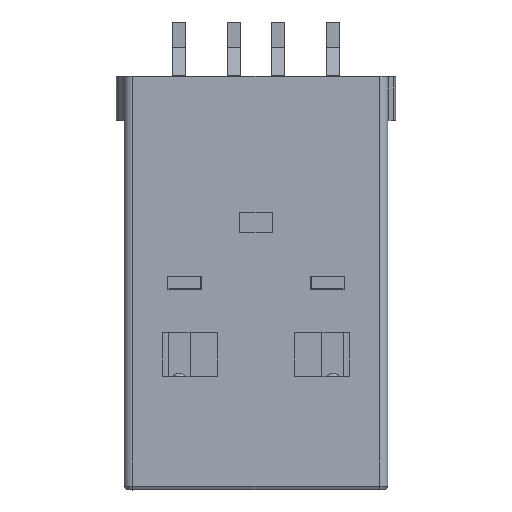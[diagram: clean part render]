
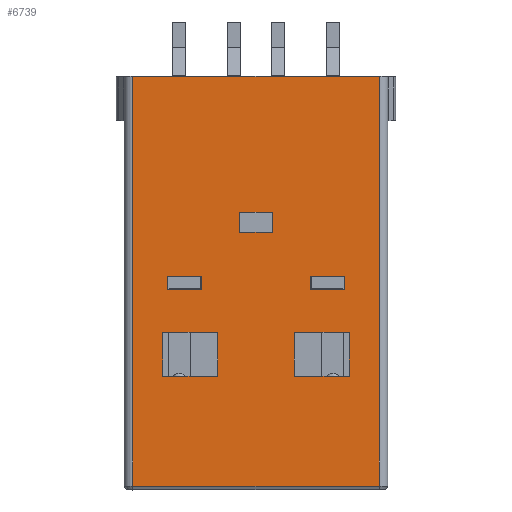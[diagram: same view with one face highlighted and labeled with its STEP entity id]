
A CAD part, top view. The second image highlights one B-rep face of the part: STEP entity #6739.
In plain terms, the highlighted face is planar.
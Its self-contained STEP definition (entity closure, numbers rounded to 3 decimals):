
#156=FACE_BOUND('',#956,.T.);
#157=FACE_BOUND('',#957,.T.);
#158=FACE_BOUND('',#958,.T.);
#159=FACE_BOUND('',#959,.T.);
#160=FACE_BOUND('',#960,.T.);
#589=FACE_OUTER_BOUND('',#955,.T.);
#955=EDGE_LOOP('',(#5749,#5750,#5751,#5752));
#956=EDGE_LOOP('',(#5753,#5754,#5755,#5756));
#957=EDGE_LOOP('',(#5757,#5758,#5759,#5760));
#958=EDGE_LOOP('',(#5761,#5762,#5763,#5764));
#959=EDGE_LOOP('',(#5765,#5766,#5767,#5768));
#960=EDGE_LOOP('',(#5769,#5770,#5771,#5772));
#1326=LINE('',#9980,#2121);
#1329=LINE('',#9986,#2124);
#1332=LINE('',#9992,#2127);
#1348=LINE('',#10030,#2143);
#1354=LINE('',#10045,#2149);
#1361=LINE('',#10060,#2156);
#1382=LINE('',#10097,#2177);
#1389=LINE('',#10141,#2184);
#1401=LINE('',#10170,#2196);
#1420=LINE('',#10245,#2215);
#1435=LINE('',#10278,#2230);
#1438=LINE('',#10284,#2233);
#1468=LINE('',#10365,#2263);
#1514=LINE('',#10460,#2309);
#1548=LINE('',#10574,#2343);
#1551=LINE('',#10580,#2346);
#1593=LINE('',#10670,#2388);
#1597=LINE('',#10679,#2392);
#1612=LINE('',#10707,#2407);
#1618=LINE('',#10725,#2413);
#1667=LINE('',#10901,#2462);
#1668=LINE('',#10903,#2463);
#1684=LINE('',#10988,#2479);
#1685=LINE('',#10990,#2480);
#2121=VECTOR('',#7855,1000.);
#2124=VECTOR('',#7860,1000.);
#2127=VECTOR('',#7865,1000.);
#2143=VECTOR('',#7897,1000.);
#2149=VECTOR('',#7909,1000.);
#2156=VECTOR('',#7920,1000.);
#2177=VECTOR('',#7949,1000.);
#2184=VECTOR('',#7968,1000.);
#2196=VECTOR('',#7992,1000.);
#2215=VECTOR('',#8039,1000.);
#2230=VECTOR('',#8076,1000.);
#2233=VECTOR('',#8085,1000.);
#2263=VECTOR('',#8167,10.);
#2309=VECTOR('',#8237,1000.);
#2343=VECTOR('',#8337,1000.);
#2346=VECTOR('',#8342,1000.);
#2388=VECTOR('',#8432,1000.);
#2392=VECTOR('',#8440,1000.);
#2407=VECTOR('',#8469,1000.);
#2413=VECTOR('',#8495,1000.);
#2462=VECTOR('',#8666,1000.);
#2463=VECTOR('',#8669,1000.);
#2479=VECTOR('',#8767,1000.);
#2480=VECTOR('',#8770,1000.);
#2927=VERTEX_POINT('',#9973);
#2930=VERTEX_POINT('',#9978);
#2931=VERTEX_POINT('',#9982);
#2934=VERTEX_POINT('',#9990);
#2945=VERTEX_POINT('',#10023);
#2948=VERTEX_POINT('',#10028);
#2951=VERTEX_POINT('',#10038);
#2954=VERTEX_POINT('',#10043);
#2957=VERTEX_POINT('',#10053);
#2960=VERTEX_POINT('',#10058);
#2969=VERTEX_POINT('',#10090);
#2972=VERTEX_POINT('',#10095);
#2978=VERTEX_POINT('',#10139);
#2986=VERTEX_POINT('',#10163);
#2989=VERTEX_POINT('',#10168);
#3006=VERTEX_POINT('',#10243);
#3037=VERTEX_POINT('',#10362);
#3038=VERTEX_POINT('',#10364);
#3075=VERTEX_POINT('',#10458);
#3095=VERTEX_POINT('',#10565);
#3097=VERTEX_POINT('',#10572);
#3099=VERTEX_POINT('',#10578);
#3123=VERTEX_POINT('',#10668);
#3126=VERTEX_POINT('',#10678);
#3615=EDGE_CURVE('',#2930,#2927,#1326,.T.);
#3618=EDGE_CURVE('',#2927,#2931,#1329,.T.);
#3621=EDGE_CURVE('',#2934,#2930,#1332,.T.);
#3639=EDGE_CURVE('',#2948,#2945,#1348,.T.);
#3646=EDGE_CURVE('',#2951,#2954,#1354,.T.);
#3653=EDGE_CURVE('',#2960,#2957,#1361,.T.);
#3674=EDGE_CURVE('',#2972,#2969,#1382,.T.);
#3684=EDGE_CURVE('',#2978,#2960,#1389,.T.);
#3698=EDGE_CURVE('',#2989,#2986,#1401,.T.);
#3724=EDGE_CURVE('',#2954,#3006,#1420,.T.);
#3742=EDGE_CURVE('',#2969,#2989,#1435,.T.);
#3746=EDGE_CURVE('',#2986,#2972,#1438,.T.);
#3787=EDGE_CURVE('',#3037,#3038,#1468,.T.);
#3843=EDGE_CURVE('',#3075,#2948,#1514,.T.);
#3890=EDGE_CURVE('',#3097,#3006,#1548,.T.);
#3893=EDGE_CURVE('',#3099,#2978,#1551,.T.);
#3940=EDGE_CURVE('',#3123,#3075,#1593,.T.);
#3944=EDGE_CURVE('',#3095,#3126,#1597,.T.);
#3959=EDGE_CURVE('',#2931,#2934,#1612,.T.);
#3969=EDGE_CURVE('',#2945,#3123,#1618,.T.);
#4035=EDGE_CURVE('',#2957,#3099,#1667,.T.);
#4036=EDGE_CURVE('',#2951,#3097,#1668,.T.);
#4055=EDGE_CURVE('',#3037,#3126,#1684,.T.);
#4056=EDGE_CURVE('',#3038,#3095,#1685,.T.);
#5749=ORIENTED_EDGE('',*,*,#3787,.F.);
#5750=ORIENTED_EDGE('',*,*,#4055,.T.);
#5751=ORIENTED_EDGE('',*,*,#3944,.F.);
#5752=ORIENTED_EDGE('',*,*,#4056,.F.);
#5753=ORIENTED_EDGE('',*,*,#3724,.T.);
#5754=ORIENTED_EDGE('',*,*,#3890,.F.);
#5755=ORIENTED_EDGE('',*,*,#4036,.F.);
#5756=ORIENTED_EDGE('',*,*,#3646,.T.);
#5757=ORIENTED_EDGE('',*,*,#3959,.F.);
#5758=ORIENTED_EDGE('',*,*,#3618,.F.);
#5759=ORIENTED_EDGE('',*,*,#3615,.F.);
#5760=ORIENTED_EDGE('',*,*,#3621,.F.);
#5761=ORIENTED_EDGE('',*,*,#3742,.F.);
#5762=ORIENTED_EDGE('',*,*,#3674,.F.);
#5763=ORIENTED_EDGE('',*,*,#3746,.F.);
#5764=ORIENTED_EDGE('',*,*,#3698,.F.);
#5765=ORIENTED_EDGE('',*,*,#3684,.F.);
#5766=ORIENTED_EDGE('',*,*,#3893,.F.);
#5767=ORIENTED_EDGE('',*,*,#4035,.F.);
#5768=ORIENTED_EDGE('',*,*,#3653,.F.);
#5769=ORIENTED_EDGE('',*,*,#3940,.F.);
#5770=ORIENTED_EDGE('',*,*,#3969,.F.);
#5771=ORIENTED_EDGE('',*,*,#3639,.F.);
#5772=ORIENTED_EDGE('',*,*,#3843,.F.);
#6421=PLANE('',#7231);
#6739=ADVANCED_FACE('',(#589,#156,#157,#158,#159,#160),#6421,.T.);
#7231=AXIS2_PLACEMENT_3D('',#10989,#8768,#8769);
#7855=DIRECTION('',(1.,0.,0.));
#7860=DIRECTION('',(0.,0.,-1.));
#7865=DIRECTION('',(0.,0.,1.));
#7897=DIRECTION('',(-1.,0.,0.));
#7909=DIRECTION('',(0.,0.,-1.));
#7920=DIRECTION('',(-1.,0.,0.));
#7949=DIRECTION('',(0.,0.,-1.));
#7968=DIRECTION('',(0.,0.,-1.));
#7992=DIRECTION('',(0.,0.,1.));
#8039=DIRECTION('',(1.,0.,0.));
#8076=DIRECTION('',(-1.,0.,0.));
#8085=DIRECTION('',(1.,0.,0.));
#8167=DIRECTION('',(1.,0.,0.));
#8237=DIRECTION('',(0.,0.,-1.));
#8337=DIRECTION('',(0.,0.,-1.));
#8342=DIRECTION('',(1.,0.,0.));
#8432=DIRECTION('',(1.,0.,0.));
#8440=DIRECTION('',(-1.,0.,0.));
#8469=DIRECTION('',(-1.,0.,0.));
#8495=DIRECTION('',(0.,0.,1.));
#8666=DIRECTION('',(0.,0.,1.));
#8669=DIRECTION('',(1.,0.,0.));
#8767=DIRECTION('',(0.,0.,1.));
#8768=DIRECTION('center_axis',(0.,1.,0.));
#8769=DIRECTION('ref_axis',(1.,0.,0.));
#8770=DIRECTION('',(0.,0.,1.));
#9973=CARTESIAN_POINT('',(4.03,2.25,0.3));
#9978=CARTESIAN_POINT('',(2.48,2.25,0.3));
#9980=CARTESIAN_POINT('',(2.48,2.25,0.3));
#9982=CARTESIAN_POINT('',(4.03,2.25,-0.3));
#9986=CARTESIAN_POINT('',(4.03,2.25,0.3));
#9990=CARTESIAN_POINT('',(2.48,2.25,-0.3));
#9992=CARTESIAN_POINT('',(2.48,2.25,-0.3));
#10023=CARTESIAN_POINT('',(1.75,2.25,2.24));
#10028=CARTESIAN_POINT('',(4.25,2.25,2.24));
#10030=CARTESIAN_POINT('',(4.25,2.25,2.24));
#10038=CARTESIAN_POINT('',(-0.75,2.25,-2.32));
#10043=CARTESIAN_POINT('',(-0.75,2.25,-3.23));
#10045=CARTESIAN_POINT('',(-0.75,2.25,-2.32));
#10053=CARTESIAN_POINT('',(-4.25,2.25,2.24));
#10058=CARTESIAN_POINT('',(-1.75,2.25,2.24));
#10060=CARTESIAN_POINT('',(-1.75,2.25,2.24));
#10090=CARTESIAN_POINT('',(-2.48,2.25,-0.3));
#10095=CARTESIAN_POINT('',(-2.48,2.25,0.3));
#10097=CARTESIAN_POINT('',(-2.48,2.25,0.3));
#10139=CARTESIAN_POINT('',(-1.75,2.25,4.24));
#10141=CARTESIAN_POINT('',(-1.75,2.25,4.24));
#10163=CARTESIAN_POINT('',(-4.03,2.25,0.3));
#10168=CARTESIAN_POINT('',(-4.03,2.25,-0.3));
#10170=CARTESIAN_POINT('',(-4.03,2.25,-0.3));
#10243=CARTESIAN_POINT('',(0.75,2.25,-3.23));
#10245=CARTESIAN_POINT('',(-0.75,2.25,-3.23));
#10278=CARTESIAN_POINT('',(-2.48,2.25,-0.3));
#10284=CARTESIAN_POINT('',(-4.03,2.25,0.3));
#10362=CARTESIAN_POINT('',(-5.6,2.25,-9.39));
#10364=CARTESIAN_POINT('',(5.6,2.25,-9.39));
#10365=CARTESIAN_POINT('',(2.8,2.25,-9.39));
#10458=CARTESIAN_POINT('',(4.25,2.25,4.24));
#10460=CARTESIAN_POINT('',(4.25,2.25,4.24));
#10565=CARTESIAN_POINT('',(5.6,2.25,9.227));
#10572=CARTESIAN_POINT('',(0.75,2.25,-2.32));
#10574=CARTESIAN_POINT('',(0.75,2.25,-2.32));
#10578=CARTESIAN_POINT('',(-4.25,2.25,4.24));
#10580=CARTESIAN_POINT('',(-4.25,2.25,4.24));
#10668=CARTESIAN_POINT('',(1.75,2.25,4.24));
#10670=CARTESIAN_POINT('',(1.75,2.25,4.24));
#10678=CARTESIAN_POINT('',(-5.6,2.25,9.227));
#10679=CARTESIAN_POINT('',(5.6,2.25,9.227));
#10707=CARTESIAN_POINT('',(4.03,2.25,-0.3));
#10725=CARTESIAN_POINT('',(1.75,2.25,2.24));
#10901=CARTESIAN_POINT('',(-4.25,2.25,2.24));
#10903=CARTESIAN_POINT('',(-0.75,2.25,-2.32));
#10988=CARTESIAN_POINT('',(-5.6,2.25,-9.4));
#10989=CARTESIAN_POINT('Origin',(5.6,2.25,-9.4));
#10990=CARTESIAN_POINT('',(5.6,2.25,-9.4));
